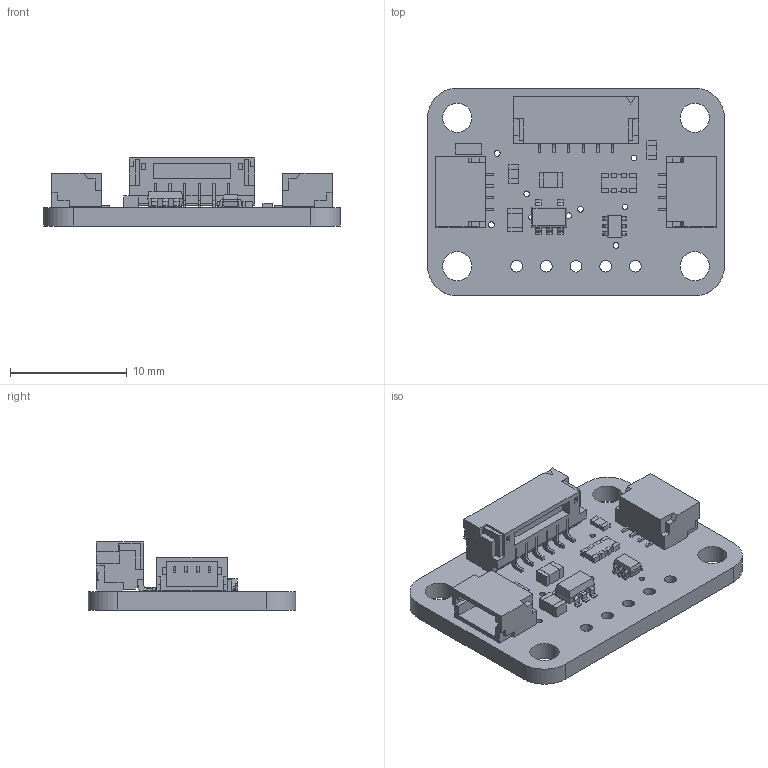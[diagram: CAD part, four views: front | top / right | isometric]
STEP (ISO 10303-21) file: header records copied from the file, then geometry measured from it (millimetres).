
FILE_DESCRIPTION(/* description */ (''),/* implementation_level */ '2;1');
FILE_NAME(/* name */ 'PCB Component.step',/* time_stamp */ '2025-05-22T14:42:27-04:00',/* author */ (''),/* organization */ (''),/* preprocessor_version */ 'ST-DEVELOPER v20.1',/* originating_system */ 'Autodesk Translation Framework v14.10.0.0',/* authorisation */ '');
FILE_SCHEMA (('AUTOMOTIVE_DESIGN { 1 0 10303 214 3 1 1 }'));
Length unit declared in the file: millimetre
Products named in the file (10): PCB Component; Board; SM06B-GHS-TB; 10uF; AP2127K-3.3; 10K; 10K Pack; BSS138; STEMMA_I2C_QT; GREEN
Assembly tree (12 placements, depth 2):
  PCB Component
    Board
    SM06B-GHS-TB
    10uF  x2
    AP2127K-3.3
    10K  x2
    10K Pack
    BSS138
    STEMMA_I2C_QT  x2
    GREEN
Bounding box: 25.4 x 17.78 x 5.82 mm (x, y, z)
Volume: 899.4 mm3; surface area: 1917.2 mm2
Topology: 26 solids, 26 shells, 941 faces, 2595 edges, 1710 vertices
Faces by surface type: plane 817, cylinder 124
Full cylindrical faces by diameter (mm): 0.483 x17, 1 x5, 2.5 x4
Entity records: 26765 total; most frequent: CARTESIAN_POINT 4625, ORIENTED_EDGE 4558, DIRECTION 4219, EDGE_CURVE 2279, LINE 2031, VECTOR 2031, VERTEX_POINT 1500, AXIS2_PLACEMENT_3D 1094
